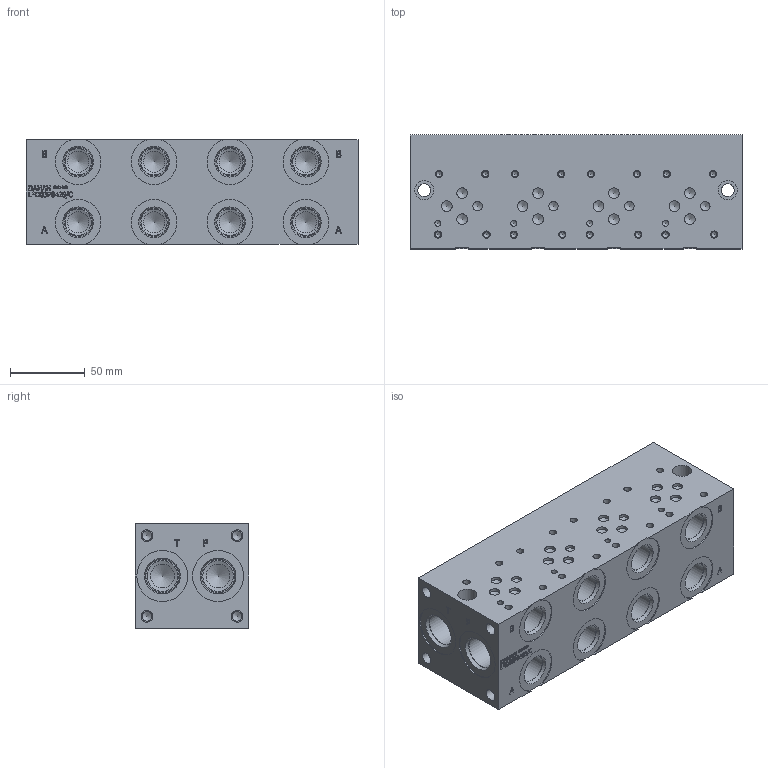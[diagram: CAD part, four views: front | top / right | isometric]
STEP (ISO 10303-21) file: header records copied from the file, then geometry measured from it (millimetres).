
FILE_DESCRIPTION(/* description */ (''),/* implementation_level */ '2;1');
FILE_NAME(/* name */ 'L_D03P042S_C.stp',/* time_stamp */ '2022-10-27T15:46:41-04:00',/* author */ ('mikeh'),/* organization */ (''),/* preprocessor_version */ 'ST-DEVELOPER v18',/* originating_system */ 'Autodesk Inventor 2020',/* authorisation */ '');
FILE_SCHEMA (('AUTOMOTIVE_DESIGN { 1 0 10303 214 3 1 1 }'));
Length unit declared in the file: millimetre
Products named in the file (1): Part_LAD03P042S_C_3D
Bounding box: 222.25 x 76.2 x 69.85 mm (x, y, z)
Volume: 1054800.3 mm3; surface area: 107583.9 mm2
Topology: 1 solids, 1 shells, 767 faces, 2117 edges, 1441 vertices
Faces by surface type: plane 378, bspline 154, cylinder 138, cone 97
Full cylindrical faces by diameter (mm): 3.785 x16, 3.962 x4, 4.826 x16, 6.35 x4, 6.528 x8, 7.137 x12, 7.925 x8, 8.738 x2, 12.7 x2, 13.487 x1, 14.3 x8, 15.875 x4, 15.9 x1, 17.501 x8, 19.05 x8, 19.253 x8, 20.447 x4, 20.62 x1, 22.23 x5, 22.54 x1, 22.555 x4, 30.16 x1, 34.138 x4
Entity records: 25674 total; most frequent: CARTESIAN_POINT 6271, ORIENTED_EDGE 4120, DIRECTION 3482, EDGE_CURVE 2060, VERTEX_POINT 1441, LINE 1250, VECTOR 1250, AXIS2_PLACEMENT_3D 1116
